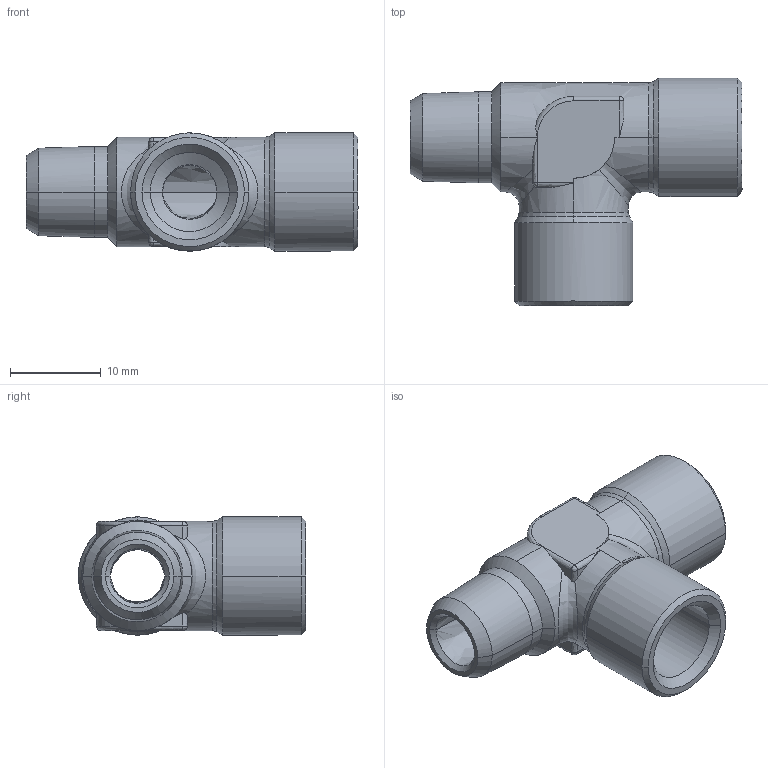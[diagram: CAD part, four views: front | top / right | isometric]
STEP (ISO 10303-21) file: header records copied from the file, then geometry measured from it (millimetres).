
FILE_DESCRIPTION (( 'STEP AP214' ), '1' );
FILE_NAME ('DRF.FFM01_IC.STEP', '2018-09-05T07:02:57', ( '' ), ( '' ), 'SwSTEP 2.0', 'SolidWorks 2018', '' );
FILE_SCHEMA (( 'AUTOMOTIVE_DESIGN' ));
Length unit declared in the file: millimetre
Products named in the file (1): DRF.FFM01_IC
Bounding box: 36.5 x 25 x 13 mm (x, y, z)
Volume: 3650.2 mm3; surface area: 3100 mm2
Topology: 1 solids, 1 shells, 88 faces, 207 edges, 116 vertices
Faces by surface type: bspline 88
Entity records: 3908 total; most frequent: CARTESIAN_POINT 2731, ORIENTED_EDGE 406, EDGE_CURVE 203, B_SPLINE_CURVE_WITH_KNOTS 124, VERTEX_POINT 116, EDGE_LOOP 91, ADVANCED_FACE 88, FACE_OUTER_BOUND 88
